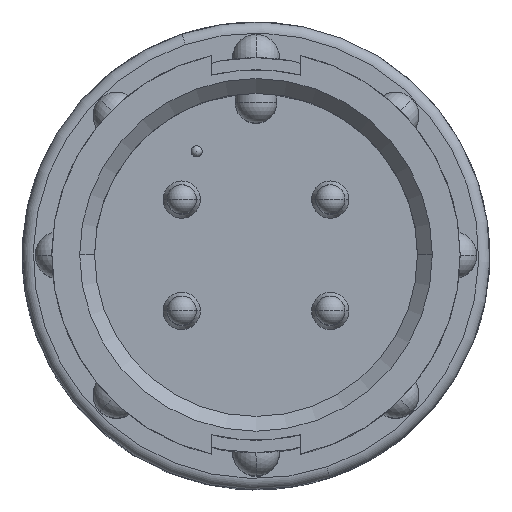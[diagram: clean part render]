
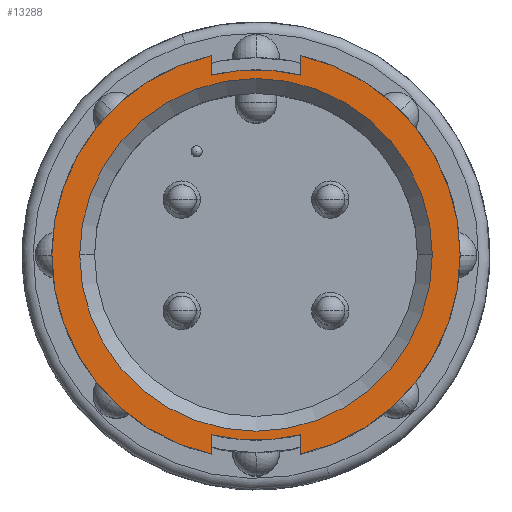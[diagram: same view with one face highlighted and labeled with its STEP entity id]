
A CAD part, top view. The second image highlights one B-rep face of the part: STEP entity #13288.
In plain terms, the highlighted planar face has unit normal (0, 0, 1).
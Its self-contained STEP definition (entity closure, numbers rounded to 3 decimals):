
#23 = AXIS2_PLACEMENT_3D ( 'NONE', #11893, #7910, #3249 ) ;
#225 = EDGE_CURVE ( 'NONE', #3313, #2201, #6120, .T. ) ;
#521 = AXIS2_PLACEMENT_3D ( 'NONE', #11170, #12627, #3892 ) ;
#590 = AXIS2_PLACEMENT_3D ( 'NONE', #9161, #5568, #5725 ) ;
#876 = VERTEX_POINT ( 'NONE', #7928 ) ;
#920 = EDGE_CURVE ( 'NONE', #876, #1885, #12227, .T. ) ;
#1001 = DIRECTION ( 'NONE',  ( 0., 0., 1. ) ) ;
#1099 = CARTESIAN_POINT ( 'NONE',  ( 0., 0., 0. ) ) ;
#1330 = CARTESIAN_POINT ( 'NONE',  ( 0., 6.032, 0. ) ) ;
#1607 = VECTOR ( 'NONE', #11644, 1000. ) ;
#1837 = CARTESIAN_POINT ( 'NONE',  ( 0., 0., 0. ) ) ;
#1885 = VERTEX_POINT ( 'NONE', #3036 ) ;
#1989 = ORIENTED_EDGE ( 'NONE', *, *, #9628, .F. ) ;
#2201 = VERTEX_POINT ( 'NONE', #2837 ) ;
#2359 = EDGE_CURVE ( 'NONE', #12181, #15224, #4862, .T. ) ;
#2494 = VECTOR ( 'NONE', #7259, 1000. ) ;
#2743 = ORIENTED_EDGE ( 'NONE', *, *, #13481, .T. ) ;
#2837 = CARTESIAN_POINT ( 'NONE',  ( 1.524, 6.817, 0. ) ) ;
#2940 = EDGE_CURVE ( 'NONE', #11711, #2201, #12091, .T. ) ;
#3036 = CARTESIAN_POINT ( 'NONE',  ( -1.524, 6.151, 0. ) ) ;
#3249 = DIRECTION ( 'NONE',  ( 1., 0., 0. ) ) ;
#3251 = CARTESIAN_POINT ( 'NONE',  ( -6.032, 0., 0. ) ) ;
#3313 = VERTEX_POINT ( 'NONE', #5161 ) ;
#3404 = VECTOR ( 'NONE', #6793, 1000. ) ;
#3778 = FACE_BOUND ( 'NONE', #15349, .T. ) ;
#3886 = CARTESIAN_POINT ( 'NONE',  ( 1.524, -6.817, 0. ) ) ;
#3892 = DIRECTION ( 'NONE',  ( 1., 0., 0. ) ) ;
#3985 = CIRCLE ( 'NONE', #10002, 6.032 ) ;
#4367 = ORIENTED_EDGE ( 'NONE', *, *, #2359, .F. ) ;
#4651 = CARTESIAN_POINT ( 'NONE',  ( -1.524, 6.817, 0. ) ) ;
#4714 = CIRCLE ( 'NONE', #23, 6.985 ) ;
#4724 = ORIENTED_EDGE ( 'NONE', *, *, #8773, .F. ) ;
#4763 = ORIENTED_EDGE ( 'NONE', *, *, #7610, .F. ) ;
#4862 = CIRCLE ( 'NONE', #9557, 6.032 ) ;
#4997 = DIRECTION ( 'NONE',  ( 0., 1., 0. ) ) ;
#5089 = AXIS2_PLACEMENT_3D ( 'NONE', #1099, #6058, #16020 ) ;
#5161 = CARTESIAN_POINT ( 'NONE',  ( 6.985, 0., 0. ) ) ;
#5568 = DIRECTION ( 'NONE',  ( 0., 0., 1. ) ) ;
#5667 = DIRECTION ( 'NONE',  ( 0., 0., -1. ) ) ;
#5725 = DIRECTION ( 'NONE',  ( 1., 0., 0. ) ) ;
#5751 = ORIENTED_EDGE ( 'NONE', *, *, #225, .T. ) ;
#5989 = DIRECTION ( 'NONE',  ( 1., 0., 0. ) ) ;
#6058 = DIRECTION ( 'NONE',  ( 0., 0., 1. ) ) ;
#6120 = CIRCLE ( 'NONE', #5089, 6.985 ) ;
#6421 = EDGE_CURVE ( 'NONE', #15224, #12181, #3985, .T. ) ;
#6657 = CARTESIAN_POINT ( 'NONE',  ( 1.524, -6.151, 0. ) ) ;
#6793 = DIRECTION ( 'NONE',  ( 0., -1., 0. ) ) ;
#7040 = AXIS2_PLACEMENT_3D ( 'NONE', #1330, #8756, #11290 ) ;
#7259 = DIRECTION ( 'NONE',  ( 0., -1., 0. ) ) ;
#7610 = EDGE_CURVE ( 'NONE', #9268, #15434, #9903, .T. ) ;
#7626 = CIRCLE ( 'NONE', #590, 6.985 ) ;
#7894 = LINE ( 'NONE', #6657, #1607 ) ;
#7898 = CIRCLE ( 'NONE', #10776, 6.337 ) ;
#7910 = DIRECTION ( 'NONE',  ( 0., 0., 1. ) ) ;
#7928 = CARTESIAN_POINT ( 'NONE',  ( -1.524, 6.817, 0. ) ) ;
#8586 = CARTESIAN_POINT ( 'NONE',  ( 0., 0., 0. ) ) ;
#8607 = CARTESIAN_POINT ( 'NONE',  ( 0., 0., 0. ) ) ;
#8615 = ORIENTED_EDGE ( 'NONE', *, *, #10100, .F. ) ;
#8617 = EDGE_LOOP ( 'NONE', ( #8615, #14257, #10016, #4724, #4763, #1989, #2743, #5751, #15005 ) ) ;
#8756 = DIRECTION ( 'NONE',  ( 0., 0., -1. ) ) ;
#8773 = EDGE_CURVE ( 'NONE', #15434, #11157, #10481, .T. ) ;
#9040 = EDGE_CURVE ( 'NONE', #876, #11157, #4714, .T. ) ;
#9161 = CARTESIAN_POINT ( 'NONE',  ( 0., 0., 0. ) ) ;
#9268 = VERTEX_POINT ( 'NONE', #13207 ) ;
#9299 = VECTOR ( 'NONE', #4997, 1000. ) ;
#9532 = ORIENTED_EDGE ( 'NONE', *, *, #6421, .F. ) ;
#9557 = AXIS2_PLACEMENT_3D ( 'NONE', #8607, #16110, #5989 ) ;
#9628 = EDGE_CURVE ( 'NONE', #15346, #9268, #7894, .T. ) ;
#9903 = CIRCLE ( 'NONE', #521, 6.337 ) ;
#10002 = AXIS2_PLACEMENT_3D ( 'NONE', #8586, #1001, #15920 ) ;
#10016 = ORIENTED_EDGE ( 'NONE', *, *, #9040, .T. ) ;
#10100 = EDGE_CURVE ( 'NONE', #1885, #11711, #7898, .T. ) ;
#10148 = PLANE ( 'NONE',  #7040 ) ;
#10481 = LINE ( 'NONE', #13002, #3404 ) ;
#10776 = AXIS2_PLACEMENT_3D ( 'NONE', #1837, #5667, #11856 ) ;
#11078 = CARTESIAN_POINT ( 'NONE',  ( -1.524, -6.151, 0. ) ) ;
#11157 = VERTEX_POINT ( 'NONE', #14178 ) ;
#11170 = CARTESIAN_POINT ( 'NONE',  ( 0., 0., 0. ) ) ;
#11290 = DIRECTION ( 'NONE',  ( -1., 0., 0. ) ) ;
#11644 = DIRECTION ( 'NONE',  ( 0., 1., 0. ) ) ;
#11711 = VERTEX_POINT ( 'NONE', #15780 ) ;
#11856 = DIRECTION ( 'NONE',  ( 1., 0., 0. ) ) ;
#11893 = CARTESIAN_POINT ( 'NONE',  ( 0., 0., 0. ) ) ;
#12068 = CARTESIAN_POINT ( 'NONE',  ( 6.032, 0., 0. ) ) ;
#12091 = LINE ( 'NONE', #13409, #9299 ) ;
#12181 = VERTEX_POINT ( 'NONE', #12068 ) ;
#12227 = LINE ( 'NONE', #4651, #2494 ) ;
#12627 = DIRECTION ( 'NONE',  ( 0., 0., -1. ) ) ;
#13002 = CARTESIAN_POINT ( 'NONE',  ( -1.524, -6.151, 0. ) ) ;
#13207 = CARTESIAN_POINT ( 'NONE',  ( 1.524, -6.151, 0. ) ) ;
#13288 = ADVANCED_FACE ( 'NONE', ( #3778, #13881 ), #10148, .F. ) ;
#13409 = CARTESIAN_POINT ( 'NONE',  ( 1.524, 6.817, 0. ) ) ;
#13481 = EDGE_CURVE ( 'NONE', #15346, #3313, #7626, .T. ) ;
#13881 = FACE_OUTER_BOUND ( 'NONE', #8617, .T. ) ;
#14178 = CARTESIAN_POINT ( 'NONE',  ( -1.524, -6.817, 0. ) ) ;
#14257 = ORIENTED_EDGE ( 'NONE', *, *, #920, .F. ) ;
#15005 = ORIENTED_EDGE ( 'NONE', *, *, #2940, .F. ) ;
#15224 = VERTEX_POINT ( 'NONE', #3251 ) ;
#15346 = VERTEX_POINT ( 'NONE', #3886 ) ;
#15349 = EDGE_LOOP ( 'NONE', ( #4367, #9532 ) ) ;
#15434 = VERTEX_POINT ( 'NONE', #11078 ) ;
#15780 = CARTESIAN_POINT ( 'NONE',  ( 1.524, 6.151, 0. ) ) ;
#15920 = DIRECTION ( 'NONE',  ( 1., 0., 0. ) ) ;
#16020 = DIRECTION ( 'NONE',  ( 1., 0., 0. ) ) ;
#16110 = DIRECTION ( 'NONE',  ( 0., 0., 1. ) ) ;
